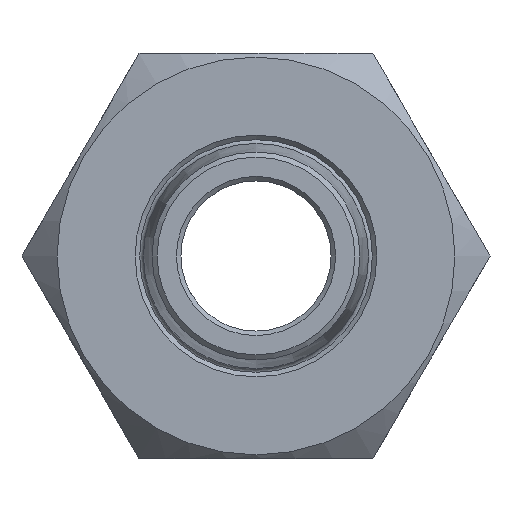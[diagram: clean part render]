
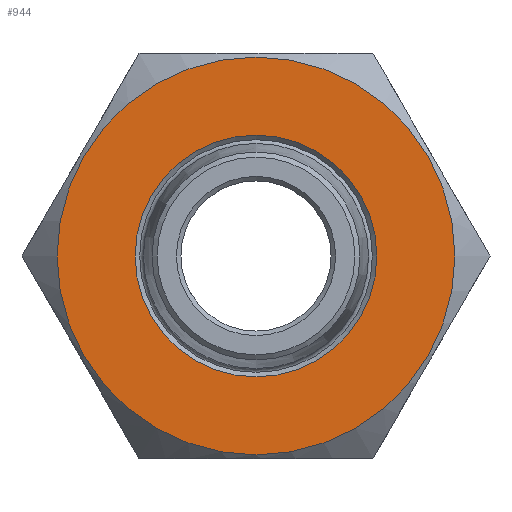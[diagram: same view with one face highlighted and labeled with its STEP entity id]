
A CAD part, left-side view. The second image highlights one B-rep face of the part: STEP entity #944.
In plain terms, the highlighted planar face has unit normal (-1, 0, 0).
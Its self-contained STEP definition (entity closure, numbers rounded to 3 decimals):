
#44=FACE_BOUND('',#170,.T.);
#74=PLANE('',#1093);
#103=FACE_OUTER_BOUND('',#169,.T.);
#169=EDGE_LOOP('',(#689));
#170=EDGE_LOOP('',(#690));
#329=CIRCLE('',#1074,13.25);
#336=CIRCLE('',#1088,8.05);
#427=VERTEX_POINT('',#1636);
#433=VERTEX_POINT('',#1662);
#517=EDGE_CURVE('',#427,#427,#329,.T.);
#529=EDGE_CURVE('',#433,#433,#336,.T.);
#689=ORIENTED_EDGE('',*,*,#517,.T.);
#690=ORIENTED_EDGE('',*,*,#529,.F.);
#944=ADVANCED_FACE('',(#103,#44),#74,.T.);
#1074=AXIS2_PLACEMENT_3D('',#1638,#1239,#1240);
#1088=AXIS2_PLACEMENT_3D('',#1663,#1272,#1273);
#1093=AXIS2_PLACEMENT_3D('',#1673,#1284,#1285);
#1239=DIRECTION('center_axis',(-1.,0.,0.));
#1240=DIRECTION('ref_axis',(0.,1.,0.));
#1272=DIRECTION('center_axis',(-1.,0.,0.));
#1273=DIRECTION('ref_axis',(0.,0.,-1.));
#1284=DIRECTION('center_axis',(-1.,0.,0.));
#1285=DIRECTION('ref_axis',(0.,0.,1.));
#1636=CARTESIAN_POINT('',(-13.5,-13.25,0.));
#1638=CARTESIAN_POINT('Origin',(-13.5,0.,0.));
#1662=CARTESIAN_POINT('',(-13.5,0.,8.05));
#1663=CARTESIAN_POINT('Origin',(-13.5,0.,0.));
#1673=CARTESIAN_POINT('Origin',(-13.5,0.,0.));
